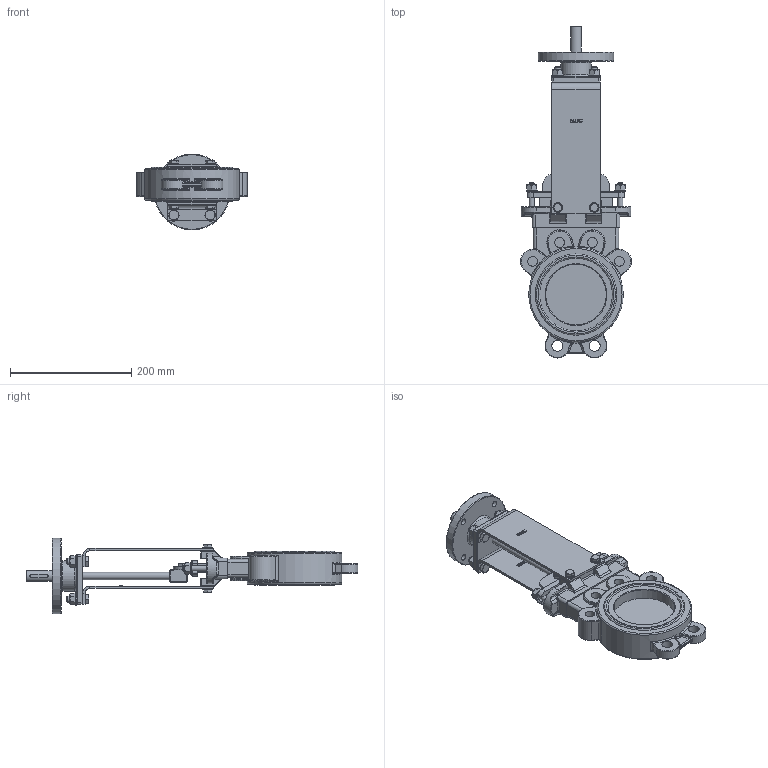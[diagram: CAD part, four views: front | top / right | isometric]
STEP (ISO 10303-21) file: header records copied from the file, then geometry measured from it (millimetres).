
FILE_DESCRIPTION(/* description */ (''),/* implementation_level */ '2;1');
FILE_NAME(/* name */ 'DN100_3D_STEP.stp',/* time_stamp */ '2025-09-04T00:17:33+03:00',/* author */ ('igorr'),/* organization */ (''),/* preprocessor_version */ 'ST-DEVELOPER v20',/* originating_system */ 'Autodesk Inventor 2025',/* authorisation */ '');
FILE_SCHEMA (('AUTOMOTIVE_DESIGN { 1 0 10303 214 3 1 1 }'));
Length unit declared in the file: millimetre
Products named in the file (10): Сборка1; Деталь1; AS 1237 - 10; Деталь2; Деталь3; DIN 126 - 9; DIN 126 - 11; AS 1110 - M8 x 12; AS 1110 - M10 x 30; ANSI B18.2.4.2M - M10x1,5
Assembly tree (30 placements, depth 2):
  Сборка1
    Деталь1
    AS 1237 - 10  x2
    ANSI B18.2.4.2M - M10x1,5  x6
    AS 1110 - M8 x 12  x6
    Деталь2  x2
    Деталь3
    DIN 126 - 9  x4
    DIN 126 - 11  x4
    AS 1110 - M10 x 30  x4
Bounding box: 182.77 x 547.57 x 125 mm (x, y, z)
Volume: 1851436 mm3; surface area: 326938.6 mm2
Topology: 30 solids, 30 shells, 1089 faces, 2505 edges, 1514 vertices
Faces by surface type: plane 469, cylinder 254, cone 162, bspline 98, torus 96, sphere 10
Full cylindrical faces by diameter (mm): 8 x8, 8.376 x6, 9 x10, 10 x12, 10.5 x2, 11 x6, 12 x1, 13 x6, 16 x16, 18 x5, 20 x4, 22 x1, 23 x1, 40 x1, 41 x1, 50 x1, 75 x1, 100 x2, 125 x1, 156 x1
Entity records: 22625 total; most frequent: CARTESIAN_POINT 6381, DIRECTION 3260, ORIENTED_EDGE 3142, EDGE_CURVE 1571, AXIS2_PLACEMENT_3D 1282, VERTEX_POINT 957, EDGE_LOOP 746, LINE 696
